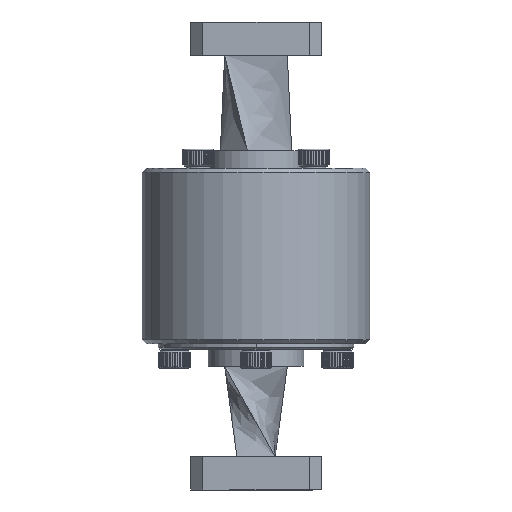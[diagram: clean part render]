
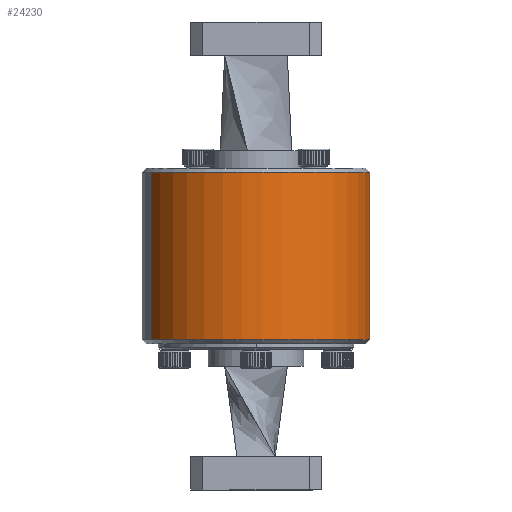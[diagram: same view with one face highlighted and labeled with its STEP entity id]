
A CAD part, front view. The second image highlights one B-rep face of the part: STEP entity #24230.
In plain terms, the highlighted cylindrical face has radius 16.637 mm (diameter 33.274 mm), a partial arc.
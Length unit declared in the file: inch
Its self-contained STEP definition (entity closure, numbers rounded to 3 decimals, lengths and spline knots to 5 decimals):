
#1065 = VECTOR ( 'NONE', #37817, 39.37008 ) ;
#3308 = AXIS2_PLACEMENT_3D ( 'NONE', #35918, #7934, #55727 ) ;
#7688 = CARTESIAN_POINT ( 'NONE',  ( -7.53464, -0.25593, -0.13 ) ) ;
#7934 = DIRECTION ( 'NONE',  ( 0., 0., 1. ) ) ;
#11352 = CIRCLE ( 'NONE', #33425, 0.655 ) ;
#11702 = FACE_OUTER_BOUND ( 'NONE', #52414, .T. ) ;
#11763 = DIRECTION ( 'NONE',  ( 0., 0., 1. ) ) ;
#16612 = CARTESIAN_POINT ( 'NONE',  ( -7.53464, -0.25593, -0.105 ) ) ;
#17447 = VERTEX_POINT ( 'NONE', #16612 ) ;
#17777 = CARTESIAN_POINT ( 'NONE',  ( -6.32878, 0.25593, 0.855 ) ) ;
#17991 = VERTEX_POINT ( 'NONE', #17777 ) ;
#19189 = CIRCLE ( 'NONE', #34222, 0.655 ) ;
#22899 = DIRECTION ( 'NONE',  ( 0., 0., -1. ) ) ;
#23918 = EDGE_CURVE ( 'NONE', #17447, #25682, #40994, .T. ) ;
#24230 = ADVANCED_FACE ( 'NONE', ( #11702 ), #41559, .T. ) ;
#25682 = VERTEX_POINT ( 'NONE', #62238 ) ;
#30331 = VECTOR ( 'NONE', #11763, 39.37008 ) ;
#33425 = AXIS2_PLACEMENT_3D ( 'NONE', #43259, #22899, #43567 ) ;
#34222 = AXIS2_PLACEMENT_3D ( 'NONE', #59653, #41702, #54926 ) ;
#34977 = EDGE_CURVE ( 'NONE', #50455, #17991, #52588, .T. ) ;
#35918 = CARTESIAN_POINT ( 'NONE',  ( -6.93171, 0., -0.13 ) ) ;
#35960 = ORIENTED_EDGE ( 'NONE', *, *, #41648, .T. ) ;
#37817 = DIRECTION ( 'NONE',  ( 0., 0., 1. ) ) ;
#38002 = CARTESIAN_POINT ( 'NONE',  ( -6.32878, 0.25593, -0.105 ) ) ;
#40994 = LINE ( 'NONE', #7688, #30331 ) ;
#41559 = CYLINDRICAL_SURFACE ( 'NONE', #3308, 0.655 ) ;
#41648 = EDGE_CURVE ( 'NONE', #17447, #50455, #19189, .T. ) ;
#41702 = DIRECTION ( 'NONE',  ( 0., 0., 1. ) ) ;
#42608 = ORIENTED_EDGE ( 'NONE', *, *, #23918, .F. ) ;
#43259 = CARTESIAN_POINT ( 'NONE',  ( -6.93171, 0., 0.855 ) ) ;
#43390 = ORIENTED_EDGE ( 'NONE', *, *, #44167, .T. ) ;
#43458 = CARTESIAN_POINT ( 'NONE',  ( -6.32878, 0.25593, -0.13 ) ) ;
#43567 = DIRECTION ( 'NONE',  ( -0.921, -0.391, 0. ) ) ;
#44167 = EDGE_CURVE ( 'NONE', #17991, #25682, #11352, .T. ) ;
#50455 = VERTEX_POINT ( 'NONE', #38002 ) ;
#50712 = ORIENTED_EDGE ( 'NONE', *, *, #34977, .T. ) ;
#52414 = EDGE_LOOP ( 'NONE', ( #42608, #35960, #50712, #43390 ) ) ;
#52588 = LINE ( 'NONE', #43458, #1065 ) ;
#54926 = DIRECTION ( 'NONE',  ( -0.921, -0.391, 0. ) ) ;
#55727 = DIRECTION ( 'NONE',  ( 0.921, 0.391, 0. ) ) ;
#59653 = CARTESIAN_POINT ( 'NONE',  ( -6.93171, 0., -0.105 ) ) ;
#62238 = CARTESIAN_POINT ( 'NONE',  ( -7.53464, -0.25593, 0.855 ) ) ;
